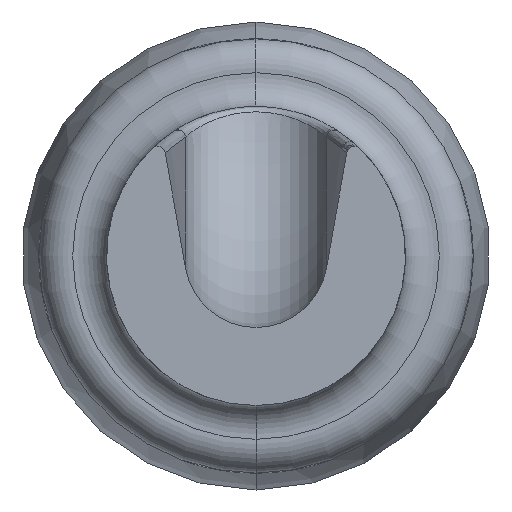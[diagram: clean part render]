
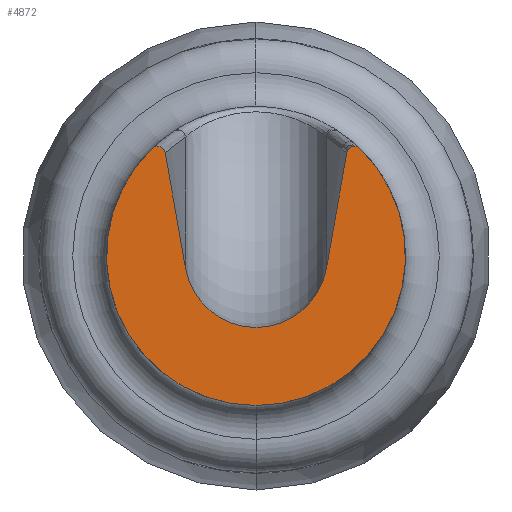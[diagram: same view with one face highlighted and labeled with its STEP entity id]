
A CAD part, front view. The second image highlights one B-rep face of the part: STEP entity #4872.
In plain terms, the highlighted planar face has unit normal (0, -1, 0).
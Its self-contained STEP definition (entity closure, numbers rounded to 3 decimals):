
#25 = AXIS2_PLACEMENT_3D ( 'NONE', #1613, #4938, #2544 ) ;
#26 = DIRECTION ( 'NONE',  ( 0., 1., 0. ) ) ;
#72 = DIRECTION ( 'NONE',  ( 0., 0., 1. ) ) ;
#79 = DIRECTION ( 'NONE',  ( 0., 0., -1. ) ) ;
#383 = ORIENTED_EDGE ( 'NONE', *, *, #1358, .T. ) ;
#497 = DIRECTION ( 'NONE',  ( 0., 1., 0. ) ) ;
#531 = CARTESIAN_POINT ( 'NONE',  ( 0., -30., 0. ) ) ;
#550 = FACE_OUTER_BOUND ( 'NONE', #3385, .T. ) ;
#574 = DIRECTION ( 'NONE',  ( 0., 0., 1. ) ) ;
#615 = LINE ( 'NONE', #1731, #5910 ) ;
#774 = VERTEX_POINT ( 'NONE', #1099 ) ;
#812 = ORIENTED_EDGE ( 'NONE', *, *, #4955, .T. ) ;
#841 = CARTESIAN_POINT ( 'NONE',  ( -0.379, -30., 0.422 ) ) ;
#933 = AXIS2_PLACEMENT_3D ( 'NONE', #5689, #1994, #5305 ) ;
#1075 = CARTESIAN_POINT ( 'NONE',  ( -0.271, -30., -0.048 ) ) ;
#1081 = AXIS2_PLACEMENT_3D ( 'NONE', #5709, #5288, #2922 ) ;
#1085 = ORIENTED_EDGE ( 'NONE', *, *, #2130, .F. ) ;
#1099 = CARTESIAN_POINT ( 'NONE',  ( 0.4, -30., 0.413 ) ) ;
#1184 = CARTESIAN_POINT ( 'NONE',  ( 0.466, -30., 1.057 ) ) ;
#1193 = CARTESIAN_POINT ( 'NONE',  ( 0.271, -30., -0.048 ) ) ;
#1204 = EDGE_CURVE ( 'Defeature ausgef�hrt1_38+Defeature ausgef�hrt1_3+Defeature ausgef�hrt1_37+Defeature ausgef�hrt1_36', #1794, #3374, #5718, .T. ) ;
#1358 = EDGE_CURVE ( 'Defeature ausgef�hrt1_3+Defeature ausgef�hrt1_46+Defeature ausgef�hrt1_37+Defeature ausgef�hrt1_1', #1494, #5866, #5647, .T. ) ;
#1433 = AXIS2_PLACEMENT_3D ( 'NONE', #2423, #2843, #79 ) ;
#1494 = VERTEX_POINT ( 'NONE', #841 ) ;
#1502 = CARTESIAN_POINT ( 'NONE',  ( 0., -30., -0.275 ) ) ;
#1613 = CARTESIAN_POINT ( 'NONE',  ( -0.379, -30., 0.392 ) ) ;
#1692 = CARTESIAN_POINT ( 'NONE',  ( -0.379, -30., 0.392 ) ) ;
#1731 = CARTESIAN_POINT ( 'NONE',  ( -0.466, -30., 1.057 ) ) ;
#1794 = VERTEX_POINT ( 'NONE', #1075 ) ;
#1993 = AXIS2_PLACEMENT_3D ( 'NONE', #2370, #497, #72 ) ;
#1994 = DIRECTION ( 'NONE',  ( 0., -1., 0. ) ) ;
#2015 = DIRECTION ( 'NONE',  ( 0., 0., 1. ) ) ;
#2090 = ORIENTED_EDGE ( 'NONE', *, *, #4186, .F. ) ;
#2104 = CARTESIAN_POINT ( 'NONE',  ( 0.349, -30., 0.397 ) ) ;
#2130 = EDGE_CURVE ( 'Defeature ausgef�hrt1_1+Defeature ausgef�hrt1_3+Defeature ausgef�hrt1_42+Defeature ausgef�hrt1_46', #2232, #5866, #2825, .T. ) ;
#2232 = VERTEX_POINT ( 'NONE', #2806 ) ;
#2275 = DIRECTION ( 'NONE',  ( 0., 0., 1. ) ) ;
#2284 = ORIENTED_EDGE ( 'NONE', *, *, #1204, .F. ) ;
#2370 = CARTESIAN_POINT ( 'NONE',  ( 0., -30., 0. ) ) ;
#2423 = CARTESIAN_POINT ( 'NONE',  ( 0., -30., 0. ) ) ;
#2544 = DIRECTION ( 'NONE',  ( 0., 0., 1. ) ) ;
#2551 = DIRECTION ( 'NONE',  ( 0.174, 0., 0.985 ) ) ;
#2806 = CARTESIAN_POINT ( 'NONE',  ( 0., -30., -0.575 ) ) ;
#2825 = CIRCLE ( 'NONE', #1993, 0.575 ) ;
#2829 = AXIS2_PLACEMENT_3D ( 'NONE', #1692, #3094, #2015 ) ;
#2843 = DIRECTION ( 'NONE',  ( 0., -1., 0. ) ) ;
#2870 = DIRECTION ( 'NONE',  ( 0., -1., 0. ) ) ;
#2885 = EDGE_CURVE ( 'Defeature ausgef�hrt1_37+Defeature ausgef�hrt1_3+Defeature ausgef�hrt1_46+Defeature ausgef�hrt1_38', #3762, #1794, #615, .T. ) ;
#2922 = DIRECTION ( 'NONE',  ( 0., 0., -1. ) ) ;
#3046 = VECTOR ( 'NONE', #2551, 1000. ) ;
#3094 = DIRECTION ( 'NONE',  ( 0., -1., 0. ) ) ;
#3095 = CARTESIAN_POINT ( 'NONE',  ( 0.379, -30., 0.422 ) ) ;
#3189 = ORIENTED_EDGE ( 'NONE', *, *, #4942, .T. ) ;
#3268 = ORIENTED_EDGE ( 'NONE', *, *, #4922, .F. ) ;
#3318 = CARTESIAN_POINT ( 'NONE',  ( 0.379, -30., 0.392 ) ) ;
#3374 = VERTEX_POINT ( 'NONE', #1502 ) ;
#3385 = EDGE_LOOP ( 'NONE', ( #4979, #812, #383, #1085, #3268, #3189, #4993, #3437, #2090, #2284 ) ) ;
#3437 = ORIENTED_EDGE ( 'NONE', *, *, #4627, .F. ) ;
#3558 = VERTEX_POINT ( 'NONE', #3095 ) ;
#3634 = AXIS2_PLACEMENT_3D ( 'NONE', #3318, #2870, #574 ) ;
#3642 = DIRECTION ( 'NONE',  ( 0.174, 0., -0.985 ) ) ;
#3762 = VERTEX_POINT ( 'NONE', #5074 ) ;
#3768 = CARTESIAN_POINT ( 'NONE',  ( 0.575, -30., 0. ) ) ;
#3819 = LINE ( 'NONE', #1184, #3046 ) ;
#3927 = VERTEX_POINT ( 'NONE', #2104 ) ;
#4043 = CIRCLE ( 'NONE', #1433, 0.275 ) ;
#4088 = VERTEX_POINT ( 'NONE', #1193 ) ;
#4168 = CIRCLE ( 'NONE', #5294, 0.575 ) ;
#4186 = EDGE_CURVE ( 'Defeature ausgef�hrt1_38+Defeature ausgef�hrt1_3+Defeature ausgef�hrt1_37+Defeature ausgef�hrt1_36', #3374, #4088, #4043, .T. ) ;
#4399 = DIRECTION ( 'NONE',  ( 0., 1., 0. ) ) ;
#4457 = AXIS2_PLACEMENT_3D ( 'NONE', #3768, #26, #2275 ) ;
#4627 = EDGE_CURVE ( 'Defeature ausgef�hrt1_36+Defeature ausgef�hrt1_3+Defeature ausgef�hrt1_38+Defeature ausgef�hrt1_42', #4088, #3927, #3819, .T. ) ;
#4791 = CIRCLE ( 'NONE', #933, 0.03 ) ;
#4835 = DIRECTION ( 'NONE',  ( 0., 0., 1. ) ) ;
#4872 = ADVANCED_FACE ( 'Defeature ausgef�hrt1_3', ( #550 ), #5161, .F. ) ;
#4922 = EDGE_CURVE ( 'Defeature ausgef�hrt1_1+Defeature ausgef�hrt1_3+Defeature ausgef�hrt1_42+Defeature ausgef�hrt1_46', #774, #2232, #4168, .T. ) ;
#4938 = DIRECTION ( 'NONE',  ( 0., -1., 0. ) ) ;
#4942 = EDGE_CURVE ( 'Defeature ausgef�hrt1_3+Defeature ausgef�hrt1_42+Defeature ausgef�hrt1_1+Defeature ausgef�hrt1_36', #774, #3558, #4791, .T. ) ;
#4955 = EDGE_CURVE ( 'Defeature ausgef�hrt1_3+Defeature ausgef�hrt1_46+Defeature ausgef�hrt1_37+Defeature ausgef�hrt1_1', #3762, #1494, #5353, .T. ) ;
#4979 = ORIENTED_EDGE ( 'NONE', *, *, #2885, .F. ) ;
#4993 = ORIENTED_EDGE ( 'NONE', *, *, #5756, .T. ) ;
#5074 = CARTESIAN_POINT ( 'NONE',  ( -0.349, -30., 0.397 ) ) ;
#5161 = PLANE ( 'NONE',  #4457 ) ;
#5288 = DIRECTION ( 'NONE',  ( 0., -1., 0. ) ) ;
#5294 = AXIS2_PLACEMENT_3D ( 'NONE', #531, #4399, #4835 ) ;
#5305 = DIRECTION ( 'NONE',  ( 0., 0., 1. ) ) ;
#5353 = CIRCLE ( 'NONE', #2829, 0.03 ) ;
#5474 = CIRCLE ( 'NONE', #3634, 0.03 ) ;
#5647 = CIRCLE ( 'NONE', #25, 0.03 ) ;
#5689 = CARTESIAN_POINT ( 'NONE',  ( 0.379, -30., 0.392 ) ) ;
#5709 = CARTESIAN_POINT ( 'NONE',  ( 0., -30., 0. ) ) ;
#5718 = CIRCLE ( 'NONE', #1081, 0.275 ) ;
#5756 = EDGE_CURVE ( 'Defeature ausgef�hrt1_3+Defeature ausgef�hrt1_42+Defeature ausgef�hrt1_1+Defeature ausgef�hrt1_36', #3558, #3927, #5474, .T. ) ;
#5859 = CARTESIAN_POINT ( 'NONE',  ( -0.4, -30., 0.413 ) ) ;
#5866 = VERTEX_POINT ( 'NONE', #5859 ) ;
#5910 = VECTOR ( 'NONE', #3642, 1000. ) ;
